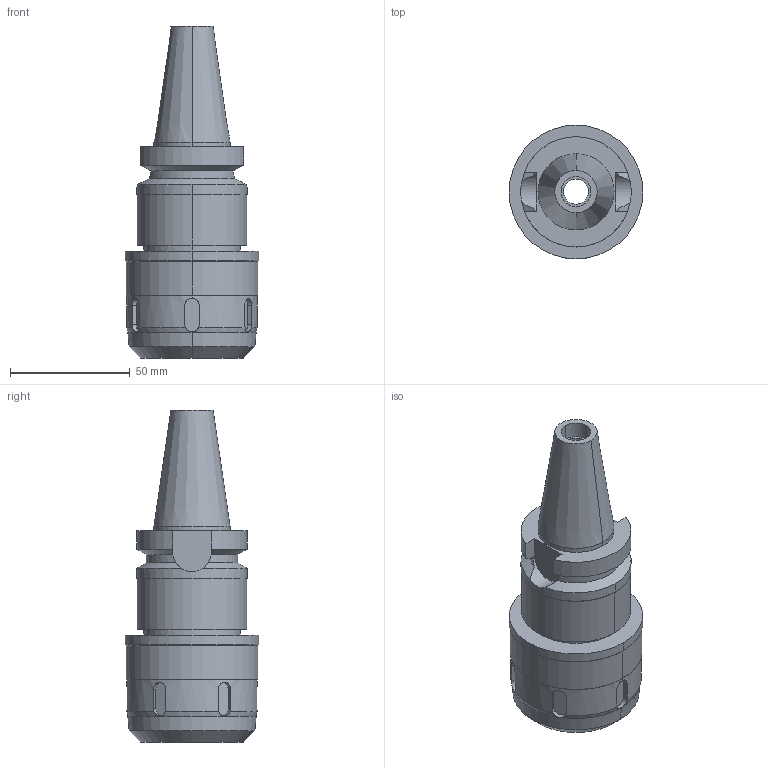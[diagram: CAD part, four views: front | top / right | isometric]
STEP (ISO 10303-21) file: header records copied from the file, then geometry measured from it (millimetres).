
FILE_DESCRIPTION((''),'2;1');
FILE_NAME('BT30-HMC25S-90','2018-06-14T',('ykawabe'),(''),'CREO PARAMETRIC BY PTC INC, 2016380','CREO PARAMETRIC BY PTC INC, 2016380','');
FILE_SCHEMA(('AUTOMOTIVE_DESIGN { 1 0 10303 214 1 1 1 1 }'));
Length unit declared in the file: millimetre
Products named in the file (1): BT30-HMC25S-90
Bounding box: 55.8 x 55.8 x 138.4 mm (x, y, z)
Volume: 144072.2 mm3; surface area: 31689.5 mm2
Topology: 1 solids, 1 shells, 94 faces, 263 edges, 179 vertices
Faces by surface type: cylinder 44, plane 34, cone 16
Entity records: 4194 total; most frequent: CARTESIAN_POINT 826, ORIENTED_EDGE 526, DIRECTION 518, PRESENTATION_STYLE_ASSIGNMENT 268, STYLED_ITEM 268, CURVE_STYLE 267, EDGE_CURVE 263, AXIS2_PLACEMENT_3D 207
